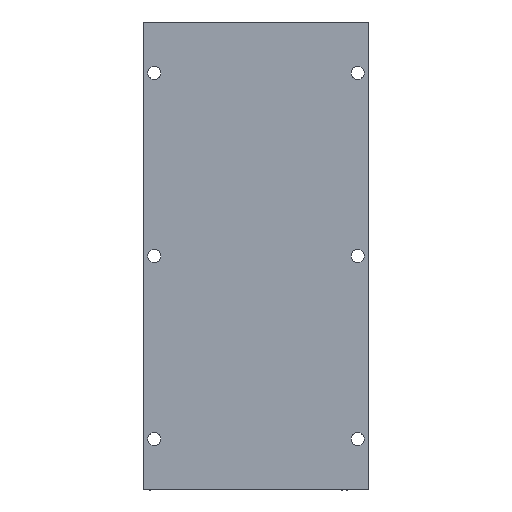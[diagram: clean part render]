
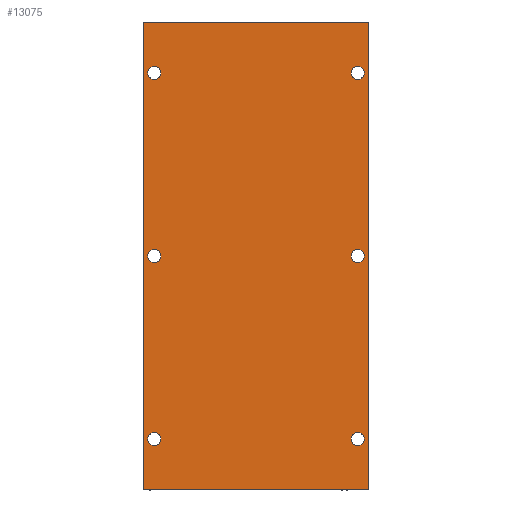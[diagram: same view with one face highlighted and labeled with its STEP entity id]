
A CAD part, front view. The second image highlights one B-rep face of the part: STEP entity #13075.
In plain terms, the highlighted planar face has unit normal (0, -1, 0).
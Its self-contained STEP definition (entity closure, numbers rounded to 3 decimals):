
#2163 = CARTESIAN_POINT ( 'NONE',  ( 59.713, 1.354, 29.464 ) ) ;
#3474 = DIRECTION ( 'NONE',  ( 0., 0., 1. ) ) ;
#3475 = DIRECTION ( 'NONE',  ( 0., 1., 0. ) ) ;
#3486 = PLANE ( 'NONE',  #17980 ) ;
#3487 = CARTESIAN_POINT ( 'NONE',  ( 62.631, 1.354, 5.791 ) ) ;
#4178 = VERTEX_POINT ( 'NONE', #4847 ) ;
#4226 = VERTEX_POINT ( 'NONE', #4783 ) ;
#4227 = VERTEX_POINT ( 'NONE', #4782 ) ;
#4606 = VERTEX_POINT ( 'NONE', #2163 ) ;
#4782 = CARTESIAN_POINT ( 'NONE',  ( 3.332, 1.354, 29.464 ) ) ;
#4783 = CARTESIAN_POINT ( 'NONE',  ( 3.332, 1.354, -87.376 ) ) ;
#4847 = CARTESIAN_POINT ( 'NONE',  ( 59.713, 1.354, -87.376 ) ) ;
#6335 = CARTESIAN_POINT ( 'NONE',  ( 3.332, 1.354, 5.791 ) ) ;
#6336 = DIRECTION ( 'NONE',  ( 0., 0., 1. ) ) ;
#6993 = CARTESIAN_POINT ( 'NONE',  ( 0., 1.354, 29.464 ) ) ;
#7000 = DIRECTION ( 'NONE',  ( 1., 0., 0. ) ) ;
#7361 = LINE ( 'NONE', #6335, #7362 ) ;
#7362 = VECTOR ( 'NONE', #6336, 1000. ) ;
#7808 = VECTOR ( 'NONE', #7000, 1000. ) ;
#7815 = LINE ( 'NONE', #6993, #7808 ) ;
#8018 = CIRCLE ( 'NONE', #8441, 1.632 ) ;
#8028 = LINE ( 'NONE', #8923, #8029 ) ;
#8029 = VECTOR ( 'NONE', #8924, 1000. ) ;
#8031 = CIRCLE ( 'NONE', #8444, 1.632 ) ;
#8033 = CIRCLE ( 'NONE', #8447, 1.632 ) ;
#8035 = CIRCLE ( 'NONE', #8431, 1.632 ) ;
#8036 = CIRCLE ( 'NONE', #8449, 1.632 ) ;
#8037 = CIRCLE ( 'NONE', #8450, 1.632 ) ;
#8431 = AXIS2_PLACEMENT_3D ( 'NONE', #8925, #8934, #8935 ) ;
#8441 = AXIS2_PLACEMENT_3D ( 'NONE', #8894, #8908, #8909 ) ;
#8444 = AXIS2_PLACEMENT_3D ( 'NONE', #8912, #8926, #8927 ) ;
#8447 = AXIS2_PLACEMENT_3D ( 'NONE', #8907, #8928, #8929 ) ;
#8449 = AXIS2_PLACEMENT_3D ( 'NONE', #8930, #8937, #8938 ) ;
#8450 = AXIS2_PLACEMENT_3D ( 'NONE', #8933, #8939, #8940 ) ;
#8894 = CARTESIAN_POINT ( 'NONE',  ( 56.922, 1.354, -74.676 ) ) ;
#8907 = CARTESIAN_POINT ( 'NONE',  ( 56.922, 1.354, 16.764 ) ) ;
#8908 = DIRECTION ( 'NONE',  ( 0., -1., 0. ) ) ;
#8909 = DIRECTION ( 'NONE',  ( 0., 0., 1. ) ) ;
#8912 = CARTESIAN_POINT ( 'NONE',  ( 6.122, 1.354, -28.956 ) ) ;
#8923 = CARTESIAN_POINT ( 'NONE',  ( 59.713, 1.354, 5.791 ) ) ;
#8924 = DIRECTION ( 'NONE',  ( 0., 0., -1. ) ) ;
#8925 = CARTESIAN_POINT ( 'NONE',  ( 56.922, 1.354, -28.956 ) ) ;
#8926 = DIRECTION ( 'NONE',  ( 0., -1., 0. ) ) ;
#8927 = DIRECTION ( 'NONE',  ( 0., 0., 1. ) ) ;
#8928 = DIRECTION ( 'NONE',  ( 0., -1., 0. ) ) ;
#8929 = DIRECTION ( 'NONE',  ( 0., 0., 1. ) ) ;
#8930 = CARTESIAN_POINT ( 'NONE',  ( 6.122, 1.354, 16.764 ) ) ;
#8933 = CARTESIAN_POINT ( 'NONE',  ( 6.122, 1.354, -74.676 ) ) ;
#8934 = DIRECTION ( 'NONE',  ( 0., -1., 0. ) ) ;
#8935 = DIRECTION ( 'NONE',  ( 0., 0., 1. ) ) ;
#8937 = DIRECTION ( 'NONE',  ( 0., -1., 0. ) ) ;
#8938 = DIRECTION ( 'NONE',  ( 0., 0., 1. ) ) ;
#8939 = DIRECTION ( 'NONE',  ( 0., -1., 0. ) ) ;
#8940 = DIRECTION ( 'NONE',  ( 0., 0., 1. ) ) ;
#10863 = LINE ( 'NONE', #11739, #10870 ) ;
#10870 = VECTOR ( 'NONE', #11740, 1000. ) ;
#11739 = CARTESIAN_POINT ( 'NONE',  ( -25.005, 1.354, -87.376 ) ) ;
#11740 = DIRECTION ( 'NONE',  ( -1., 0., 0. ) ) ;
#11847 = VERTEX_POINT ( 'NONE', #11848 ) ;
#11848 = CARTESIAN_POINT ( 'NONE',  ( 56.922, 1.354, -73.044 ) ) ;
#11849 = VERTEX_POINT ( 'NONE', #11850 ) ;
#11850 = CARTESIAN_POINT ( 'NONE',  ( 6.122, 1.354, -27.324 ) ) ;
#11851 = VERTEX_POINT ( 'NONE', #11852 ) ;
#11852 = CARTESIAN_POINT ( 'NONE',  ( 56.922, 1.354, 18.396 ) ) ;
#11853 = VERTEX_POINT ( 'NONE', #11854 ) ;
#11854 = CARTESIAN_POINT ( 'NONE',  ( 56.922, 1.354, -27.324 ) ) ;
#11855 = VERTEX_POINT ( 'NONE', #11856 ) ;
#11856 = CARTESIAN_POINT ( 'NONE',  ( 6.122, 1.354, 18.396 ) ) ;
#11857 = VERTEX_POINT ( 'NONE', #11858 ) ;
#11858 = CARTESIAN_POINT ( 'NONE',  ( 6.122, 1.354, -73.044 ) ) ;
#13075 = ADVANCED_FACE ( 'NONE', ( #19069, #19076, #19078, #19080, #19070, #19075, #19077 ), #3486, .F. ) ;
#14082 = ORIENTED_EDGE ( 'NONE', *, *, #16270, .F. ) ;
#14083 = ORIENTED_EDGE ( 'NONE', *, *, #16268, .F. ) ;
#14084 = ORIENTED_EDGE ( 'NONE', *, *, #16259, .F. ) ;
#14085 = ORIENTED_EDGE ( 'NONE', *, *, #16267, .F. ) ;
#14086 = ORIENTED_EDGE ( 'NONE', *, *, #16271, .F. ) ;
#14087 = ORIENTED_EDGE ( 'NONE', *, *, #16272, .F. ) ;
#14088 = ORIENTED_EDGE ( 'NONE', *, *, #16120, .F. ) ;
#14089 = ORIENTED_EDGE ( 'NONE', *, *, #15840, .F. ) ;
#14090 = ORIENTED_EDGE ( 'NONE', *, *, #17463, .F. ) ;
#14091 = ORIENTED_EDGE ( 'NONE', *, *, #16266, .F. ) ;
#14636 = EDGE_LOOP ( 'NONE', ( #14082 ) ) ;
#15629 = EDGE_LOOP ( 'NONE', ( #14083 ) ) ;
#15631 = EDGE_LOOP ( 'NONE', ( #14085 ) ) ;
#15633 = EDGE_LOOP ( 'NONE', ( #14084 ) ) ;
#15634 = EDGE_LOOP ( 'NONE', ( #14087 ) ) ;
#15635 = EDGE_LOOP ( 'NONE', ( #14086 ) ) ;
#15637 = EDGE_LOOP ( 'NONE', ( #14088, #14089, #14090, #14091 ) ) ;
#15840 = EDGE_CURVE ( 'NONE', #4226, #4227, #7361, .T. ) ;
#16120 = EDGE_CURVE ( 'NONE', #4227, #4606, #7815, .T. ) ;
#16259 = EDGE_CURVE ( 'NONE', #11847, #11847, #8018, .T. ) ;
#16266 = EDGE_CURVE ( 'NONE', #4606, #4178, #8028, .T. ) ;
#16267 = EDGE_CURVE ( 'NONE', #11849, #11849, #8031, .T. ) ;
#16268 = EDGE_CURVE ( 'NONE', #11851, #11851, #8033, .T. ) ;
#16270 = EDGE_CURVE ( 'NONE', #11853, #11853, #8035, .T. ) ;
#16271 = EDGE_CURVE ( 'NONE', #11855, #11855, #8036, .T. ) ;
#16272 = EDGE_CURVE ( 'NONE', #11857, #11857, #8037, .T. ) ;
#17463 = EDGE_CURVE ( 'NONE', #4178, #4226, #10863, .T. ) ;
#17980 = AXIS2_PLACEMENT_3D ( 'NONE', #3487, #3475, #3474 ) ;
#19069 = FACE_BOUND ( 'NONE', #14636, .T. ) ;
#19070 = FACE_BOUND ( 'NONE', #15635, .T. ) ;
#19075 = FACE_BOUND ( 'NONE', #15634, .T. ) ;
#19076 = FACE_BOUND ( 'NONE', #15629, .T. ) ;
#19077 = FACE_OUTER_BOUND ( 'NONE', #15637, .T. ) ;
#19078 = FACE_BOUND ( 'NONE', #15633, .T. ) ;
#19080 = FACE_BOUND ( 'NONE', #15631, .T. ) ;
